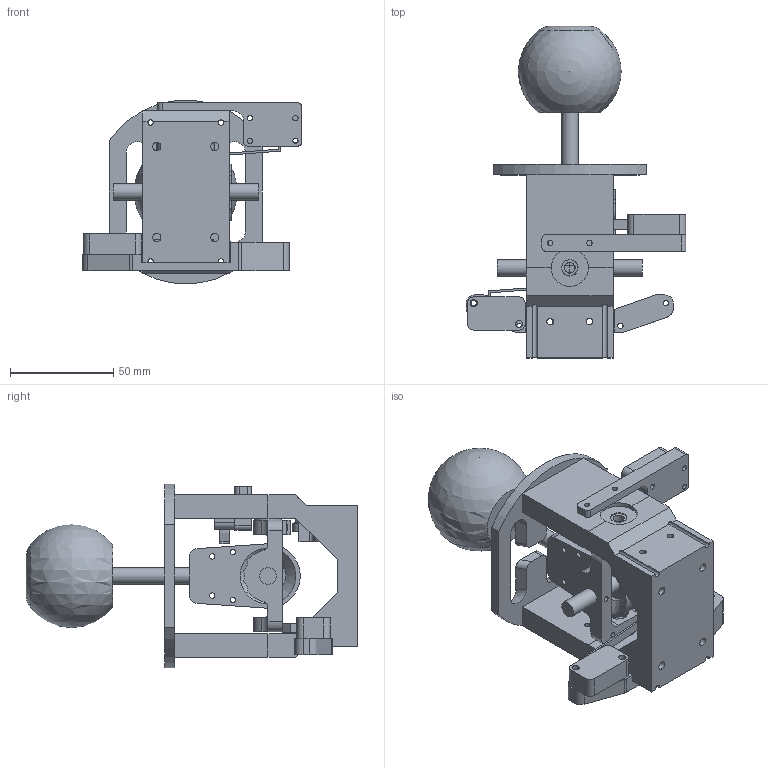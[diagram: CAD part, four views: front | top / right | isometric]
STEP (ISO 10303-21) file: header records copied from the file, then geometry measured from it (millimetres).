
FILE_DESCRIPTION(/* description */ (''),/* implementation_level */ '2;1');
FILE_NAME(/* name */ 'shifter v17.step',/* time_stamp */ '2021-12-06T09:46:57+07:00',/* author */ (''),/* organization */ (''),/* preprocessor_version */ 'ST-DEVELOPER v18.1',/* originating_system */ 'Autodesk Translation Framework v10.10.0.1391',/* authorisation */ '');
FILE_SCHEMA (('AUTOMOTIVE_DESIGN { 1 0 10303 214 3 1 1 }'));
Length unit declared in the file: millimetre
Products named in the file (16): shifter; spring socket; pitch rod holder; shift rod; pitch rod holder (1); float platform; roll locker; pitch shaft; pitch collar; spring socket_1; slider; 623zz; 608z; roll bearing clamp + gate; gear knob s; microswitch
Assembly tree (19 placements, depth 3):
  shifter
    spring socket
      slider
      623zz
    pitch rod holder
    shift rod
    pitch rod holder (1)
    608z  x2
    float platform
    roll locker
    pitch shaft
    pitch collar
    spring socket_1
      slider
      623zz
    roll bearing clamp + gate
    gear knob s
    microswitch  x2
Bounding box: 106 x 160.5 x 88.94 mm (x, y, z)
Volume: 229153.7 mm3; surface area: 96583 mm2
Topology: 23 solids, 23 shells, 477 faces, 1229 edges, 815 vertices
Faces by surface type: plane 272, cylinder 193, bspline 7, cone 4, sphere 1
Full cylindrical faces by diameter (mm): 2.6 x30, 3 x4, 3.2 x18, 3.5 x4, 4 x4, 5 x10, 5.2 x1, 6 x4, 7.8 x1, 8 x6, 8.2 x1, 8.5 x1, 10 x2, 10.5 x1, 13 x1, 17 x2, 22 x2, 22.2 x2
Entity records: 14427 total; most frequent: CARTESIAN_POINT 2655, DIRECTION 2417, ORIENTED_EDGE 2260, EDGE_CURVE 1130, AXIS2_PLACEMENT_3D 848, VERTEX_POINT 751, LINE 721, VECTOR 721
